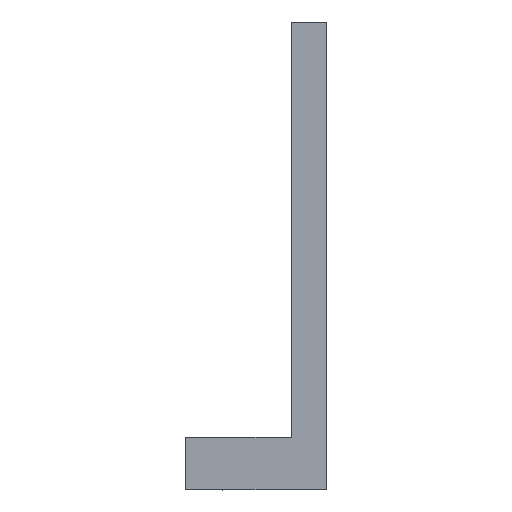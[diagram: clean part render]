
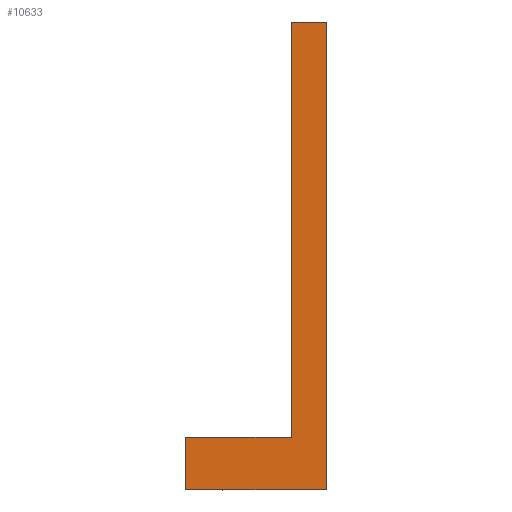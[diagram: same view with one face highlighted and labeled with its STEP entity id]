
A CAD part, left-side view. The second image highlights one B-rep face of the part: STEP entity #10633.
In plain terms, the highlighted planar face has unit normal (-1, 0, 0).
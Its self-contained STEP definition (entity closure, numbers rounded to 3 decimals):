
#47 = ORIENTED_EDGE ( 'NONE', *, *, #80, .F. ) ;
#80 = EDGE_CURVE ( 'NONE', #15266, #5581, #13333, .T. ) ;
#306 = CARTESIAN_POINT ( 'NONE',  ( -20., 3., -20. ) ) ;
#403 = EDGE_CURVE ( 'NONE', #1352, #1847, #17029, .T. ) ;
#1160 = VECTOR ( 'NONE', #19351, 1000. ) ;
#1352 = VERTEX_POINT ( 'NONE', #4147 ) ;
#1823 = LINE ( 'NONE', #306, #13740 ) ;
#1847 = VERTEX_POINT ( 'NONE', #16856 ) ;
#2310 = EDGE_CURVE ( 'NONE', #17946, #1352, #1823, .T. ) ;
#2359 = EDGE_LOOP ( 'NONE', ( #2530, #8290, #16832, #4407, #47, #10769 ) ) ;
#2530 = ORIENTED_EDGE ( 'NONE', *, *, #4944, .T. ) ;
#2636 = DIRECTION ( 'NONE',  ( 0., -1., 0. ) ) ;
#4147 = CARTESIAN_POINT ( 'NONE',  ( -20., 3., 20. ) ) ;
#4347 = VECTOR ( 'NONE', #18335, 1000. ) ;
#4407 = ORIENTED_EDGE ( 'NONE', *, *, #14424, .F. ) ;
#4484 = CARTESIAN_POINT ( 'NONE',  ( -20., 12., -20. ) ) ;
#4944 = EDGE_CURVE ( 'NONE', #11436, #1847, #12085, .T. ) ;
#4983 = CARTESIAN_POINT ( 'NONE',  ( -20., 12., -20. ) ) ;
#5158 = LINE ( 'NONE', #7548, #17570 ) ;
#5581 = VERTEX_POINT ( 'NONE', #9512 ) ;
#6767 = VECTOR ( 'NONE', #18513, 1000. ) ;
#7457 = CARTESIAN_POINT ( 'NONE',  ( -20., 3., 20. ) ) ;
#7548 = CARTESIAN_POINT ( 'NONE',  ( -20., 12., -15.5 ) ) ;
#8290 = ORIENTED_EDGE ( 'NONE', *, *, #403, .F. ) ;
#8477 = LINE ( 'NONE', #11598, #18296 ) ;
#9512 = CARTESIAN_POINT ( 'NONE',  ( -20., 12., -15.5 ) ) ;
#10633 = ADVANCED_FACE ( 'NONE', ( #13558 ), #17283, .F. ) ;
#10769 = ORIENTED_EDGE ( 'NONE', *, *, #17578, .T. ) ;
#11436 = VERTEX_POINT ( 'NONE', #12798 ) ;
#11598 = CARTESIAN_POINT ( 'NONE',  ( -20., 3., -20. ) ) ;
#12085 = LINE ( 'NONE', #18586, #4347 ) ;
#12783 = CARTESIAN_POINT ( 'NONE',  ( -20., 3., -20. ) ) ;
#12798 = CARTESIAN_POINT ( 'NONE',  ( -20., 0., -20. ) ) ;
#12920 = DIRECTION ( 'NONE',  ( 0., 0., -1. ) ) ;
#13333 = LINE ( 'NONE', #4983, #6767 ) ;
#13558 = FACE_OUTER_BOUND ( 'NONE', #2359, .T. ) ;
#13639 = DIRECTION ( 'NONE',  ( 0., -1., 0. ) ) ;
#13740 = VECTOR ( 'NONE', #13815, 1000. ) ;
#13815 = DIRECTION ( 'NONE',  ( 0., 0., 1. ) ) ;
#14383 = DIRECTION ( 'NONE',  ( 1., 0., 0. ) ) ;
#14424 = EDGE_CURVE ( 'NONE', #5581, #17946, #5158, .T. ) ;
#15266 = VERTEX_POINT ( 'NONE', #4484 ) ;
#16483 = CARTESIAN_POINT ( 'NONE',  ( -20., 3., -15.5 ) ) ;
#16832 = ORIENTED_EDGE ( 'NONE', *, *, #2310, .F. ) ;
#16856 = CARTESIAN_POINT ( 'NONE',  ( -20., 0., 20. ) ) ;
#17029 = LINE ( 'NONE', #7457, #1160 ) ;
#17283 = PLANE ( 'NONE',  #18896 ) ;
#17570 = VECTOR ( 'NONE', #13639, 1000. ) ;
#17578 = EDGE_CURVE ( 'NONE', #15266, #11436, #8477, .T. ) ;
#17946 = VERTEX_POINT ( 'NONE', #16483 ) ;
#18296 = VECTOR ( 'NONE', #2636, 1000. ) ;
#18335 = DIRECTION ( 'NONE',  ( 0., 0., 1. ) ) ;
#18513 = DIRECTION ( 'NONE',  ( 0., 0., 1. ) ) ;
#18586 = CARTESIAN_POINT ( 'NONE',  ( -20., 0., -20. ) ) ;
#18896 = AXIS2_PLACEMENT_3D ( 'NONE', #12783, #14383, #12920 ) ;
#19351 = DIRECTION ( 'NONE',  ( 0., -1., 0. ) ) ;
